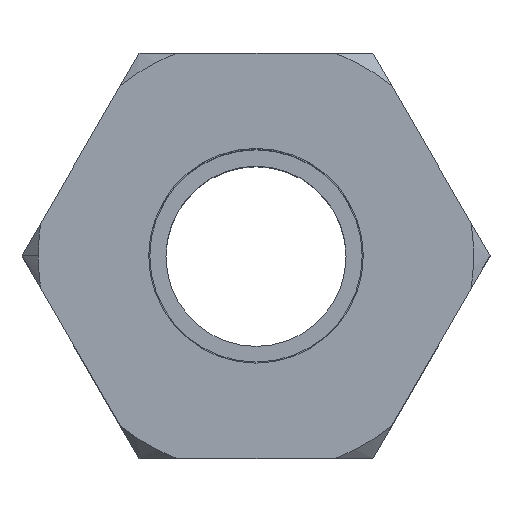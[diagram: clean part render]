
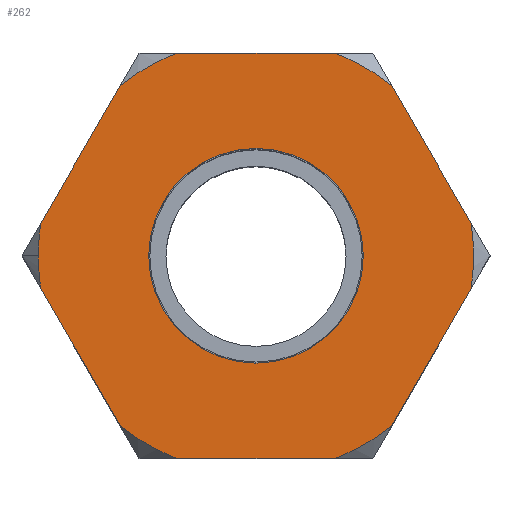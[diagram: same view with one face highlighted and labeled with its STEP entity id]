
A CAD part, top view. The second image highlights one B-rep face of the part: STEP entity #262.
In plain terms, the highlighted planar face has unit normal (0, 0, 1).
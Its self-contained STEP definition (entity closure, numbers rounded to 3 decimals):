
#122 = VERTEX_POINT ( 'NONE', #937 ) ;
#123 = EDGE_CURVE ( 'NONE', #122, #124, #979, .T. ) ;
#124 = VERTEX_POINT ( 'NONE', #974 ) ;
#143 = VERTEX_POINT ( 'NONE', #997 ) ;
#150 = EDGE_CURVE ( 'NONE', #166, #157, #1043, .T. ) ;
#157 = VERTEX_POINT ( 'NONE', #1027 ) ;
#166 = VERTEX_POINT ( 'NONE', #1074 ) ;
#192 = EDGE_CURVE ( 'NONE', #375, #193, #1092, .T. ) ;
#193 = VERTEX_POINT ( 'NONE', #1087 ) ;
#215 = VERTEX_POINT ( 'NONE', #1117 ) ;
#262 = ADVANCED_FACE ( 'NONE', ( #1196, #1190 ), #1189, .F. ) ;
#269 = ORIENTED_EDGE ( 'NONE', *, *, #301, .F. ) ;
#270 = EDGE_LOOP ( 'NONE', ( #269, #309 ) ) ;
#275 = EDGE_CURVE ( 'NONE', #215, #276, #1222, .T. ) ;
#276 = VERTEX_POINT ( 'NONE', #1218 ) ;
#286 = VERTEX_POINT ( 'NONE', #1201 ) ;
#289 = VERTEX_POINT ( 'NONE', #1246 ) ;
#290 = EDGE_CURVE ( 'NONE', #289, #166, #1241, .T. ) ;
#291 = VERTEX_POINT ( 'NONE', #1236 ) ;
#292 = EDGE_CURVE ( 'NONE', #295, #291, #1235, .T. ) ;
#295 = VERTEX_POINT ( 'NONE', #1230 ) ;
#297 = EDGE_LOOP ( 'NONE', ( #306, #629, #3085, #3084, #631, #3083, #1114, #2576, #2020, #3049, #3061, #633, #682 ) ) ;
#299 = EDGE_CURVE ( 'NONE', #300, #286, #1267, .T. ) ;
#300 = VERTEX_POINT ( 'NONE', #1262 ) ;
#301 = EDGE_CURVE ( 'NONE', #193, #375, #1261, .T. ) ;
#306 = ORIENTED_EDGE ( 'NONE', *, *, #275, .T. ) ;
#309 = ORIENTED_EDGE ( 'NONE', *, *, #192, .F. ) ;
#375 = VERTEX_POINT ( 'NONE', #1415 ) ;
#629 = ORIENTED_EDGE ( 'NONE', *, *, #3086, .T. ) ;
#630 = EDGE_CURVE ( 'NONE', #124, #3308, #1869, .T. ) ;
#631 = ORIENTED_EDGE ( 'NONE', *, *, #3310, .T. ) ;
#633 = ORIENTED_EDGE ( 'NONE', *, *, #150, .T. ) ;
#634 = EDGE_CURVE ( 'NONE', #157, #215, #1865, .T. ) ;
#682 = ORIENTED_EDGE ( 'NONE', *, *, #634, .T. ) ;
#937 = CARTESIAN_POINT ( 'NONE',  ( 5.294, -13.5, 26.5 ) ) ;
#974 = CARTESIAN_POINT ( 'NONE',  ( 9.044, -11.335, 26.5 ) ) ;
#975 = DIRECTION ( 'NONE',  ( 1., 0., 0. ) ) ;
#976 = DIRECTION ( 'NONE',  ( 0., 0., 1. ) ) ;
#977 = CARTESIAN_POINT ( 'NONE',  ( 0., 0., 26.5 ) ) ;
#978 = AXIS2_PLACEMENT_3D ( 'NONE', #977, #976, #975 ) ;
#979 = CIRCLE ( 'NONE', #978, 14.501 ) ;
#985 = CARTESIAN_POINT ( 'NONE',  ( 0., 0., 26.5 ) ) ;
#997 = CARTESIAN_POINT ( 'NONE',  ( 14.338, 2.165, 26.5 ) ) ;
#1027 = CARTESIAN_POINT ( 'NONE',  ( -14.338, -2.165, 26.5 ) ) ;
#1040 = DIRECTION ( 'NONE',  ( 1., 0., 0. ) ) ;
#1041 = DIRECTION ( 'NONE',  ( 0., 0., 1. ) ) ;
#1042 = AXIS2_PLACEMENT_3D ( 'NONE', #985, #1041, #1040 ) ;
#1043 = CIRCLE ( 'NONE', #1042, 14.501 ) ;
#1074 = CARTESIAN_POINT ( 'NONE',  ( -14.501, 0., 26.5 ) ) ;
#1087 = CARTESIAN_POINT ( 'NONE',  ( 7.15, 0., 26.5 ) ) ;
#1088 = DIRECTION ( 'NONE',  ( 1., 0., 0. ) ) ;
#1089 = DIRECTION ( 'NONE',  ( 0., 0., 1. ) ) ;
#1090 = CARTESIAN_POINT ( 'NONE',  ( 0., 0., 26.5 ) ) ;
#1091 = AXIS2_PLACEMENT_3D ( 'NONE', #1090, #1089, #1088 ) ;
#1092 = CIRCLE ( 'NONE', #1091, 7.15 ) ;
#1114 = ORIENTED_EDGE ( 'NONE', *, *, #292, .T. ) ;
#1117 = CARTESIAN_POINT ( 'NONE',  ( -9.044, -11.335, 26.5 ) ) ;
#1172 = CARTESIAN_POINT ( 'NONE',  ( 0., 0., 26.5 ) ) ;
#1184 = DIRECTION ( 'NONE',  ( -1., 0., 0. ) ) ;
#1185 = DIRECTION ( 'NONE',  ( 0., 0., -1. ) ) ;
#1186 = AXIS2_PLACEMENT_3D ( 'NONE', #1188, #1185, #1184 ) ;
#1188 = CARTESIAN_POINT ( 'NONE',  ( 0., 14.501, 26.5 ) ) ;
#1189 = PLANE ( 'NONE',  #1186 ) ;
#1190 = FACE_OUTER_BOUND ( 'NONE', #297, .T. ) ;
#1196 = FACE_BOUND ( 'NONE', #270, .T. ) ;
#1201 = CARTESIAN_POINT ( 'NONE',  ( -9.044, 11.335, 26.5 ) ) ;
#1218 = CARTESIAN_POINT ( 'NONE',  ( -5.294, -13.5, 26.5 ) ) ;
#1219 = DIRECTION ( 'NONE',  ( 1., 0., 0. ) ) ;
#1220 = DIRECTION ( 'NONE',  ( 0., 0., 1. ) ) ;
#1221 = AXIS2_PLACEMENT_3D ( 'NONE', #1172, #1220, #1219 ) ;
#1222 = CIRCLE ( 'NONE', #1221, 14.501 ) ;
#1230 = CARTESIAN_POINT ( 'NONE',  ( 9.044, 11.335, 26.5 ) ) ;
#1231 = DIRECTION ( 'NONE',  ( 1., 0., 0. ) ) ;
#1232 = DIRECTION ( 'NONE',  ( 0., 0., 1. ) ) ;
#1233 = CARTESIAN_POINT ( 'NONE',  ( 0., 0., 26.5 ) ) ;
#1234 = AXIS2_PLACEMENT_3D ( 'NONE', #1233, #1232, #1231 ) ;
#1235 = CIRCLE ( 'NONE', #1234, 14.501 ) ;
#1236 = CARTESIAN_POINT ( 'NONE',  ( 5.294, 13.5, 26.5 ) ) ;
#1237 = DIRECTION ( 'NONE',  ( 1., 0., 0. ) ) ;
#1238 = DIRECTION ( 'NONE',  ( 0., 0., 1. ) ) ;
#1239 = CARTESIAN_POINT ( 'NONE',  ( 0., 0., 26.5 ) ) ;
#1240 = AXIS2_PLACEMENT_3D ( 'NONE', #1239, #1238, #1237 ) ;
#1241 = CIRCLE ( 'NONE', #1240, 14.501 ) ;
#1246 = CARTESIAN_POINT ( 'NONE',  ( -14.338, 2.165, 26.5 ) ) ;
#1257 = DIRECTION ( 'NONE',  ( 1., 0., 0. ) ) ;
#1258 = DIRECTION ( 'NONE',  ( 0., 0., 1. ) ) ;
#1259 = CARTESIAN_POINT ( 'NONE',  ( 0., 0., 26.5 ) ) ;
#1260 = AXIS2_PLACEMENT_3D ( 'NONE', #1259, #1258, #1257 ) ;
#1261 = CIRCLE ( 'NONE', #1260, 7.15 ) ;
#1262 = CARTESIAN_POINT ( 'NONE',  ( -5.294, 13.5, 26.5 ) ) ;
#1263 = DIRECTION ( 'NONE',  ( 1., 0., 0. ) ) ;
#1264 = DIRECTION ( 'NONE',  ( 0., 0., 1. ) ) ;
#1265 = CARTESIAN_POINT ( 'NONE',  ( 0., 0., 26.5 ) ) ;
#1266 = AXIS2_PLACEMENT_3D ( 'NONE', #1265, #1264, #1263 ) ;
#1267 = CIRCLE ( 'NONE', #1266, 14.501 ) ;
#1415 = CARTESIAN_POINT ( 'NONE',  ( -7.15, 0., 26.5 ) ) ;
#1862 = DIRECTION ( 'NONE',  ( 0.5, -0.866, 0. ) ) ;
#1863 = VECTOR ( 'NONE', #1862, 1000. ) ;
#1864 = CARTESIAN_POINT ( 'NONE',  ( -15.588, 0., 26.5 ) ) ;
#1865 = LINE ( 'NONE', #1864, #1863 ) ;
#1866 = DIRECTION ( 'NONE',  ( 0.5, 0.866, 0. ) ) ;
#1867 = VECTOR ( 'NONE', #1866, 1000. ) ;
#1868 = CARTESIAN_POINT ( 'NONE',  ( 7.794, -13.5, 26.5 ) ) ;
#1869 = LINE ( 'NONE', #1868, #1867 ) ;
#2000 = DIRECTION ( 'NONE',  ( -1., 0., 0. ) ) ;
#2001 = VECTOR ( 'NONE', #2000, 1000. ) ;
#2002 = CARTESIAN_POINT ( 'NONE',  ( 7.794, 13.5, 26.5 ) ) ;
#2003 = LINE ( 'NONE', #2002, #2001 ) ;
#2020 = ORIENTED_EDGE ( 'NONE', *, *, #299, .T. ) ;
#2040 = DIRECTION ( 'NONE',  ( -0.5, -0.866, 0. ) ) ;
#2041 = VECTOR ( 'NONE', #2040, 1000. ) ;
#2042 = CARTESIAN_POINT ( 'NONE',  ( -7.794, 13.5, 26.5 ) ) ;
#2043 = LINE ( 'NONE', #2042, #2041 ) ;
#2115 = DIRECTION ( 'NONE',  ( -0.5, 0.866, 0. ) ) ;
#2116 = VECTOR ( 'NONE', #2115, 1000. ) ;
#2117 = CARTESIAN_POINT ( 'NONE',  ( 15.588, 0., 26.5 ) ) ;
#2118 = LINE ( 'NONE', #2117, #2116 ) ;
#2119 = DIRECTION ( 'NONE',  ( 1., 0., 0. ) ) ;
#2120 = VECTOR ( 'NONE', #2119, 1000. ) ;
#2121 = CARTESIAN_POINT ( 'NONE',  ( -7.794, -13.5, 26.5 ) ) ;
#2122 = LINE ( 'NONE', #2121, #2120 ) ;
#2505 = DIRECTION ( 'NONE',  ( 1., 0., 0. ) ) ;
#2506 = DIRECTION ( 'NONE',  ( 0., 0., 1. ) ) ;
#2507 = CARTESIAN_POINT ( 'NONE',  ( 0., 0., 26.5 ) ) ;
#2508 = AXIS2_PLACEMENT_3D ( 'NONE', #2507, #2506, #2505 ) ;
#2509 = CIRCLE ( 'NONE', #2508, 14.501 ) ;
#2514 = CARTESIAN_POINT ( 'NONE',  ( 14.338, -2.165, 26.5 ) ) ;
#2576 = ORIENTED_EDGE ( 'NONE', *, *, #2577, .T. ) ;
#2577 = EDGE_CURVE ( 'NONE', #291, #300, #2003, .T. ) ;
#3049 = ORIENTED_EDGE ( 'NONE', *, *, #3060, .T. ) ;
#3060 = EDGE_CURVE ( 'NONE', #286, #289, #2043, .T. ) ;
#3061 = ORIENTED_EDGE ( 'NONE', *, *, #290, .T. ) ;
#3083 = ORIENTED_EDGE ( 'NONE', *, *, #3087, .T. ) ;
#3084 = ORIENTED_EDGE ( 'NONE', *, *, #630, .T. ) ;
#3085 = ORIENTED_EDGE ( 'NONE', *, *, #123, .T. ) ;
#3086 = EDGE_CURVE ( 'NONE', #276, #122, #2122, .T. ) ;
#3087 = EDGE_CURVE ( 'NONE', #143, #295, #2118, .T. ) ;
#3308 = VERTEX_POINT ( 'NONE', #2514 ) ;
#3310 = EDGE_CURVE ( 'NONE', #3308, #143, #2509, .T. ) ;
